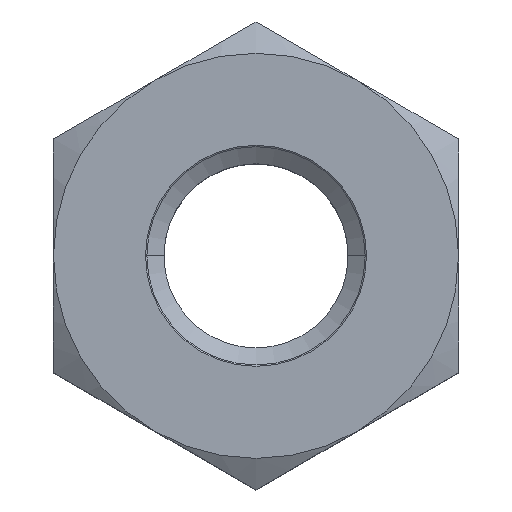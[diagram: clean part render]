
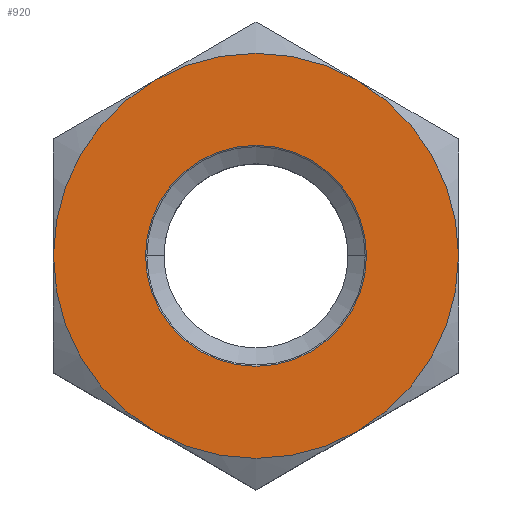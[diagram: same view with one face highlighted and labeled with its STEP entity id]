
A CAD part, top view. The second image highlights one B-rep face of the part: STEP entity #920.
In plain terms, the highlighted planar face has unit normal (0, 0, 1).
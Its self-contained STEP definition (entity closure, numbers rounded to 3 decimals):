
#7 = DIRECTION ( 'NONE',  ( 1., 0., 0. ) ) ;
#49 = DIRECTION ( 'NONE',  ( 0., 0., -1. ) ) ;
#69 = EDGE_CURVE ( 'NONE', #1520, #412, #1057, .T. ) ;
#104 = DIRECTION ( 'NONE',  ( 0., 0., -1. ) ) ;
#146 = ORIENTED_EDGE ( 'NONE', *, *, #980, .F. ) ;
#216 = FACE_BOUND ( 'NONE', #829, .T. ) ;
#249 = PLANE ( 'NONE',  #364 ) ;
#272 = DIRECTION ( 'NONE',  ( -1., 0., 0. ) ) ;
#292 = CIRCLE ( 'NONE', #422, 1.5 ) ;
#313 = AXIS2_PLACEMENT_3D ( 'NONE', #1533, #104, #1522 ) ;
#362 = EDGE_LOOP ( 'NONE', ( #1059, #1577, #146, #1223, #1034, #582 ) ) ;
#364 = AXIS2_PLACEMENT_3D ( 'NONE', #1354, #1480, #1257 ) ;
#366 = EDGE_CURVE ( 'NONE', #1520, #610, #1097, .T. ) ;
#373 = EDGE_CURVE ( 'NONE', #605, #700, #928, .T. ) ;
#386 = CARTESIAN_POINT ( 'NONE',  ( 1.5, 0., 0. ) ) ;
#412 = VERTEX_POINT ( 'NONE', #698 ) ;
#422 = AXIS2_PLACEMENT_3D ( 'NONE', #1293, #1146, #772 ) ;
#443 = AXIS2_PLACEMENT_3D ( 'NONE', #516, #467, #1290 ) ;
#462 = ORIENTED_EDGE ( 'NONE', *, *, #739, .F. ) ;
#467 = DIRECTION ( 'NONE',  ( 0., 0., -1. ) ) ;
#516 = CARTESIAN_POINT ( 'NONE',  ( 0., 0., 0. ) ) ;
#528 = CARTESIAN_POINT ( 'NONE',  ( 0., 0., 0. ) ) ;
#546 = CARTESIAN_POINT ( 'NONE',  ( 1.375, -2.382, 0. ) ) ;
#561 = CARTESIAN_POINT ( 'NONE',  ( 0., 0., 0. ) ) ;
#568 = CARTESIAN_POINT ( 'NONE',  ( -1.5, 0., 0. ) ) ;
#582 = ORIENTED_EDGE ( 'NONE', *, *, #1501, .F. ) ;
#605 = VERTEX_POINT ( 'NONE', #1225 ) ;
#610 = VERTEX_POINT ( 'NONE', #546 ) ;
#630 = VERTEX_POINT ( 'NONE', #1148 ) ;
#698 = CARTESIAN_POINT ( 'NONE',  ( 1.375, 2.382, 0. ) ) ;
#700 = VERTEX_POINT ( 'NONE', #1517 ) ;
#739 = EDGE_CURVE ( 'NONE', #1323, #771, #923, .T. ) ;
#747 = DIRECTION ( 'NONE',  ( 0., 0., 1. ) ) ;
#771 = VERTEX_POINT ( 'NONE', #568 ) ;
#772 = DIRECTION ( 'NONE',  ( 1., 0., 0. ) ) ;
#829 = EDGE_LOOP ( 'NONE', ( #462, #1532 ) ) ;
#848 = AXIS2_PLACEMENT_3D ( 'NONE', #528, #49, #903 ) ;
#891 = DIRECTION ( 'NONE',  ( 0., 0., -1. ) ) ;
#903 = DIRECTION ( 'NONE',  ( -1., 0., 0. ) ) ;
#908 = CIRCLE ( 'NONE', #443, 2.75 ) ;
#920 = ADVANCED_FACE ( 'NONE', ( #1347, #216 ), #249, .F. ) ;
#923 = CIRCLE ( 'NONE', #1153, 1.5 ) ;
#928 = CIRCLE ( 'NONE', #313, 2.75 ) ;
#949 = AXIS2_PLACEMENT_3D ( 'NONE', #1239, #891, #272 ) ;
#980 = EDGE_CURVE ( 'NONE', #610, #630, #1142, .T. ) ;
#1034 = ORIENTED_EDGE ( 'NONE', *, *, #69, .T. ) ;
#1053 = DIRECTION ( 'NONE',  ( 1., 0., 0. ) ) ;
#1057 = CIRCLE ( 'NONE', #1308, 2.75 ) ;
#1059 = ORIENTED_EDGE ( 'NONE', *, *, #373, .F. ) ;
#1097 = CIRCLE ( 'NONE', #1190, 2.75 ) ;
#1142 = CIRCLE ( 'NONE', #949, 2.75 ) ;
#1146 = DIRECTION ( 'NONE',  ( 0., 0., 1. ) ) ;
#1148 = CARTESIAN_POINT ( 'NONE',  ( -1.375, -2.382, 0. ) ) ;
#1153 = AXIS2_PLACEMENT_3D ( 'NONE', #561, #1174, #1053 ) ;
#1174 = DIRECTION ( 'NONE',  ( 0., 0., 1. ) ) ;
#1190 = AXIS2_PLACEMENT_3D ( 'NONE', #1191, #1421, #1294 ) ;
#1191 = CARTESIAN_POINT ( 'NONE',  ( 0., 0., 0. ) ) ;
#1211 = CARTESIAN_POINT ( 'NONE',  ( 2.75, 0., 0. ) ) ;
#1223 = ORIENTED_EDGE ( 'NONE', *, *, #366, .F. ) ;
#1225 = CARTESIAN_POINT ( 'NONE',  ( -2.75, 0., 0. ) ) ;
#1232 = CIRCLE ( 'NONE', #848, 2.75 ) ;
#1239 = CARTESIAN_POINT ( 'NONE',  ( 0., 0., 0. ) ) ;
#1257 = DIRECTION ( 'NONE',  ( -1., 0., 0. ) ) ;
#1290 = DIRECTION ( 'NONE',  ( -1., 0., 0. ) ) ;
#1293 = CARTESIAN_POINT ( 'NONE',  ( 0., 0., 0. ) ) ;
#1294 = DIRECTION ( 'NONE',  ( -1., 0., 0. ) ) ;
#1308 = AXIS2_PLACEMENT_3D ( 'NONE', #1338, #747, #7 ) ;
#1323 = VERTEX_POINT ( 'NONE', #386 ) ;
#1338 = CARTESIAN_POINT ( 'NONE',  ( 0., 0., 0. ) ) ;
#1347 = FACE_OUTER_BOUND ( 'NONE', #362, .T. ) ;
#1354 = CARTESIAN_POINT ( 'NONE',  ( 0., 3.175, 0. ) ) ;
#1370 = EDGE_CURVE ( 'NONE', #771, #1323, #292, .T. ) ;
#1419 = EDGE_CURVE ( 'NONE', #630, #605, #1232, .T. ) ;
#1421 = DIRECTION ( 'NONE',  ( 0., 0., -1. ) ) ;
#1480 = DIRECTION ( 'NONE',  ( 0., 0., -1. ) ) ;
#1501 = EDGE_CURVE ( 'NONE', #700, #412, #908, .T. ) ;
#1517 = CARTESIAN_POINT ( 'NONE',  ( -1.375, 2.382, 0. ) ) ;
#1520 = VERTEX_POINT ( 'NONE', #1211 ) ;
#1522 = DIRECTION ( 'NONE',  ( -1., 0., 0. ) ) ;
#1532 = ORIENTED_EDGE ( 'NONE', *, *, #1370, .F. ) ;
#1533 = CARTESIAN_POINT ( 'NONE',  ( 0., 0., 0. ) ) ;
#1577 = ORIENTED_EDGE ( 'NONE', *, *, #1419, .F. ) ;
